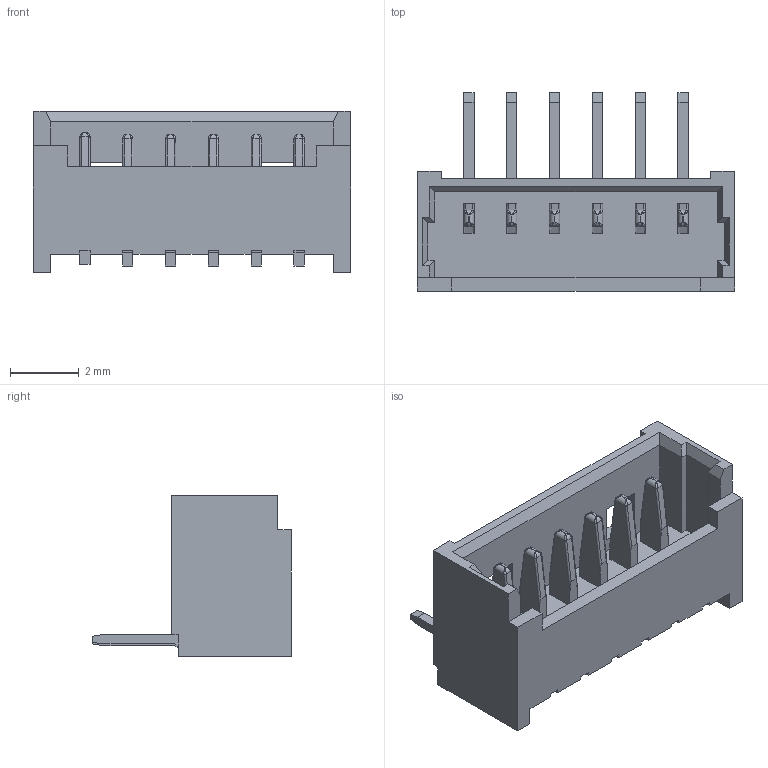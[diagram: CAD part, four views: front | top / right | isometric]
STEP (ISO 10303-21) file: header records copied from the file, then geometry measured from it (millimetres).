
FILE_DESCRIPTION(/* description */ ('Unknown'),/* implementation_level */ '2;1');
FILE_NAME(/* name */ '653006117322',/* time_stamp */ '2017-06-14T15:57:18+02:00',/* author */ ('Unknown'),/* organization */ ('Unknown'),/* preprocessor_version */ 'ST-DEVELOPER v16.7',/* originating_system */ 'DEX',/* authorisation */ $);
FILE_SCHEMA (('AUTOMOTIVE_DESIGN {1 0 10303 214 3 1 1}'));
Length unit declared in the file: millimetre
Products named in the file (3): 6530xx117322; 653006117322; 6530xx117322_PIN
Assembly tree (7 placements, depth 2):
  6530xx117322
    653006117322
    6530xx117322_PIN  x6
Bounding box: 9.25 x 5.8 x 4.7 mm (x, y, z)
Volume: 65.1 mm3; surface area: 310.9 mm2
Topology: 7 solids, 7 shells, 291 faces, 789 edges, 482 vertices
Faces by surface type: plane 195, cylinder 48, bspline 48
Entity records: 4389 total; most frequent: CARTESIAN_POINT 844, ORIENTED_EDGE 750, DIRECTION 665, EDGE_CURVE 375, LINE 347, VECTOR 347, VERTEX_POINT 242, AXIS2_PLACEMENT_3D 159
